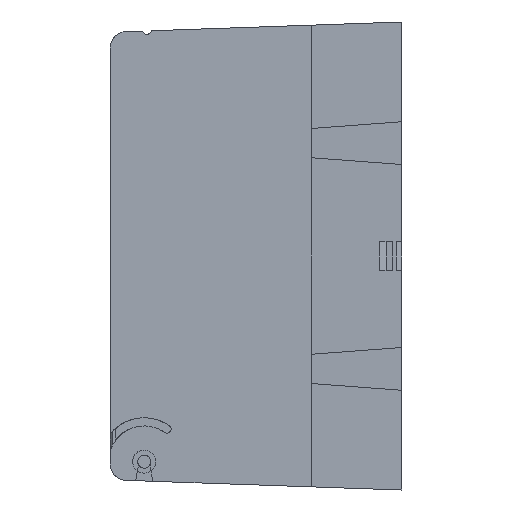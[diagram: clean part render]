
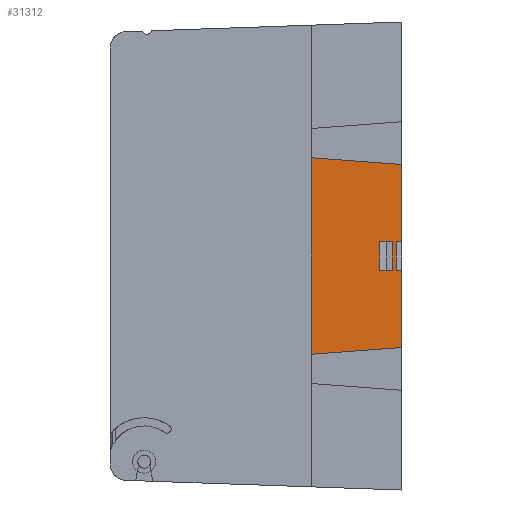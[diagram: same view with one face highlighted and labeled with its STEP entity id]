
A CAD part, left-side view. The second image highlights one B-rep face of the part: STEP entity #31312.
In plain terms, the highlighted planar face has unit normal (-1, 0, 0).
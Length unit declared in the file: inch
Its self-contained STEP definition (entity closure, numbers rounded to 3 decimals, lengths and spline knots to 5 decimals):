
#696 = DIRECTION ( 'NONE',  ( 1., 0., 0. ) ) ;
#742 = VERTEX_POINT ( 'NONE', #24704 ) ;
#1747 = VERTEX_POINT ( 'NONE', #27886 ) ;
#1889 = DIRECTION ( 'NONE',  ( 0., 0., -1. ) ) ;
#2644 = CARTESIAN_POINT ( 'NONE',  ( -1.365, 0.26794, -0.175 ) ) ;
#2726 = LINE ( 'NONE', #14903, #13349 ) ;
#2793 = LINE ( 'NONE', #20410, #8432 ) ;
#2936 = DIRECTION ( 'NONE',  ( 0., 1., 0. ) ) ;
#3255 = CARTESIAN_POINT ( 'NONE',  ( -1.365, 0.115, 0.175 ) ) ;
#3923 = VECTOR ( 'NONE', #21612, 39.37008 ) ;
#4179 = VERTEX_POINT ( 'NONE', #9749 ) ;
#4425 = VERTEX_POINT ( 'NONE', #18690 ) ;
#4624 = ORIENTED_EDGE ( 'NONE', *, *, #18531, .F. ) ;
#4996 = VECTOR ( 'NONE', #25788, 39.37008 ) ;
#5432 = DIRECTION ( 'NONE',  ( 0., -1., 0. ) ) ;
#5453 = VERTEX_POINT ( 'NONE', #2644 ) ;
#5645 = ORIENTED_EDGE ( 'NONE', *, *, #19705, .F. ) ;
#5908 = VERTEX_POINT ( 'NONE', #11864 ) ;
#6078 = EDGE_CURVE ( 'NONE', #742, #23477, #2726, .T. ) ;
#6745 = DIRECTION ( 'NONE',  ( 0., -1., 0. ) ) ;
#7356 = DIRECTION ( 'NONE',  ( 0., -0.997, 0.074 ) ) ;
#7869 = EDGE_CURVE ( 'NONE', #5453, #742, #17679, .T. ) ;
#8031 = LINE ( 'NONE', #15724, #4996 ) ;
#8051 = CARTESIAN_POINT ( 'NONE',  ( -1.365, 0., 6.44233 ) ) ;
#8114 = EDGE_CURVE ( 'NONE', #5453, #4179, #2793, .T. ) ;
#8432 = VECTOR ( 'NONE', #30156, 39.37008 ) ;
#8543 = LINE ( 'NONE', #26410, #9053 ) ;
#8601 = ORIENTED_EDGE ( 'NONE', *, *, #18836, .F. ) ;
#9053 = VECTOR ( 'NONE', #18316, 39.37008 ) ;
#9551 = VECTOR ( 'NONE', #15118, 39.37008 ) ;
#9749 = CARTESIAN_POINT ( 'NONE',  ( -1.365, 0.115, -0.175 ) ) ;
#10357 = CARTESIAN_POINT ( 'NONE',  ( -1.365, 0.115, -0.175 ) ) ;
#10407 = ORIENTED_EDGE ( 'NONE', *, *, #12722, .F. ) ;
#10543 = VECTOR ( 'NONE', #7356, 39.37008 ) ;
#10942 = FACE_OUTER_BOUND ( 'NONE', #15893, .T. ) ;
#11412 = CARTESIAN_POINT ( 'NONE',  ( -1.365, 0., 0.175 ) ) ;
#11750 = EDGE_LOOP ( 'NONE', ( #17777, #16947, #24668, #8601 ) ) ;
#11772 = LINE ( 'NONE', #28557, #19187 ) ;
#11864 = CARTESIAN_POINT ( 'NONE',  ( -1.365, 0.065, 0.175 ) ) ;
#12365 = EDGE_CURVE ( 'NONE', #13518, #24627, #31212, .T. ) ;
#12644 = VECTOR ( 'NONE', #23190, 39.37008 ) ;
#12722 = EDGE_CURVE ( 'NONE', #19356, #31421, #14046, .T. ) ;
#12915 = DIRECTION ( 'NONE',  ( 0., 0., 1. ) ) ;
#13087 = VECTOR ( 'NONE', #1889, 39.37008 ) ;
#13349 = VECTOR ( 'NONE', #5432, 39.37008 ) ;
#13518 = VERTEX_POINT ( 'NONE', #18904 ) ;
#14046 = LINE ( 'NONE', #28449, #13087 ) ;
#14055 = ORIENTED_EDGE ( 'NONE', *, *, #12365, .T. ) ;
#14650 = CARTESIAN_POINT ( 'NONE',  ( -1.365, 0., -0.175 ) ) ;
#14903 = CARTESIAN_POINT ( 'NONE',  ( -1.365, 0.115, 0.175 ) ) ;
#15118 = DIRECTION ( 'NONE',  ( 0., 0., 1. ) ) ;
#15724 = CARTESIAN_POINT ( 'NONE',  ( -1.365, 0., -0.175 ) ) ;
#15829 = AXIS2_PLACEMENT_3D ( 'NONE', #8051, #696, #2936 ) ;
#15855 = VECTOR ( 'NONE', #6745, 39.37008 ) ;
#15893 = EDGE_LOOP ( 'NONE', ( #22807, #5645, #28388, #18990, #10407, #4624, #23927, #14055 ) ) ;
#16737 = VECTOR ( 'NONE', #12915, 39.37008 ) ;
#16947 = ORIENTED_EDGE ( 'NONE', *, *, #7869, .T. ) ;
#17679 = LINE ( 'NONE', #29522, #9551 ) ;
#17777 = ORIENTED_EDGE ( 'NONE', *, *, #8114, .F. ) ;
#18076 = LINE ( 'NONE', #20642, #12644 ) ;
#18266 = EDGE_CURVE ( 'NONE', #19105, #24627, #23260, .T. ) ;
#18316 = DIRECTION ( 'NONE',  ( 0., 0., 1. ) ) ;
#18353 = EDGE_CURVE ( 'NONE', #1747, #5908, #8543, .T. ) ;
#18531 = EDGE_CURVE ( 'NONE', #4425, #19356, #18076, .T. ) ;
#18690 = CARTESIAN_POINT ( 'NONE',  ( -1.365, 1.1, 1.19653 ) ) ;
#18770 = CARTESIAN_POINT ( 'NONE',  ( -1.365, 0., 0.175 ) ) ;
#18836 = EDGE_CURVE ( 'NONE', #4179, #23477, #24927, .T. ) ;
#18904 = CARTESIAN_POINT ( 'NONE',  ( -1.365, 1.1, -1.19653 ) ) ;
#18990 = ORIENTED_EDGE ( 'NONE', *, *, #31432, .T. ) ;
#19105 = VERTEX_POINT ( 'NONE', #14650 ) ;
#19187 = VECTOR ( 'NONE', #21532, 39.37008 ) ;
#19356 = VERTEX_POINT ( 'NONE', #26290 ) ;
#19705 = EDGE_CURVE ( 'NONE', #1747, #19105, #8031, .T. ) ;
#19862 = CARTESIAN_POINT ( 'NONE',  ( -1.365, 0., -1.115 ) ) ;
#20392 = FACE_BOUND ( 'NONE', #11750, .T. ) ;
#20410 = CARTESIAN_POINT ( 'NONE',  ( -1.365, 0.115, -0.175 ) ) ;
#20642 = CARTESIAN_POINT ( 'NONE',  ( -1.365, 0., 1.115 ) ) ;
#21532 = DIRECTION ( 'NONE',  ( 0., 0., -1. ) ) ;
#21612 = DIRECTION ( 'NONE',  ( 0., 0., -1. ) ) ;
#22333 = EDGE_CURVE ( 'NONE', #4425, #13518, #11772, .T. ) ;
#22807 = ORIENTED_EDGE ( 'NONE', *, *, #18266, .F. ) ;
#22939 = PLANE ( 'NONE',  #15829 ) ;
#23190 = DIRECTION ( 'NONE',  ( 0., -0.997, -0.074 ) ) ;
#23260 = LINE ( 'NONE', #31358, #3923 ) ;
#23477 = VERTEX_POINT ( 'NONE', #3255 ) ;
#23927 = ORIENTED_EDGE ( 'NONE', *, *, #22333, .T. ) ;
#24627 = VERTEX_POINT ( 'NONE', #19862 ) ;
#24668 = ORIENTED_EDGE ( 'NONE', *, *, #6078, .T. ) ;
#24704 = CARTESIAN_POINT ( 'NONE',  ( -1.365, 0.26794, 0.175 ) ) ;
#24927 = LINE ( 'NONE', #10357, #16737 ) ;
#25788 = DIRECTION ( 'NONE',  ( 0., -1., 0. ) ) ;
#26122 = LINE ( 'NONE', #18770, #15855 ) ;
#26290 = CARTESIAN_POINT ( 'NONE',  ( -1.365, 0., 1.115 ) ) ;
#26410 = CARTESIAN_POINT ( 'NONE',  ( -1.365, 0.065, -0.175 ) ) ;
#27886 = CARTESIAN_POINT ( 'NONE',  ( -1.365, 0.065, -0.175 ) ) ;
#28388 = ORIENTED_EDGE ( 'NONE', *, *, #18353, .T. ) ;
#28449 = CARTESIAN_POINT ( 'NONE',  ( -1.365, 0., 6.44233 ) ) ;
#28557 = CARTESIAN_POINT ( 'NONE',  ( -1.365, 1.1, 6.44233 ) ) ;
#29522 = CARTESIAN_POINT ( 'NONE',  ( -1.365, 0.26794, -0.175 ) ) ;
#30156 = DIRECTION ( 'NONE',  ( 0., -1., 0. ) ) ;
#31212 = LINE ( 'NONE', #31514, #10543 ) ;
#31312 = ADVANCED_FACE ( 'NONE', ( #20392, #10942 ), #22939, .F. ) ;
#31358 = CARTESIAN_POINT ( 'NONE',  ( -1.365, 0., 6.44233 ) ) ;
#31421 = VERTEX_POINT ( 'NONE', #11412 ) ;
#31432 = EDGE_CURVE ( 'NONE', #5908, #31421, #26122, .T. ) ;
#31514 = CARTESIAN_POINT ( 'NONE',  ( -1.365, -0.55706, -1.07371 ) ) ;
